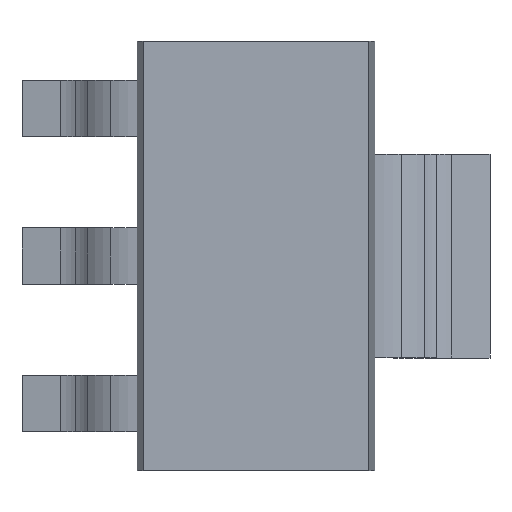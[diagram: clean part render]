
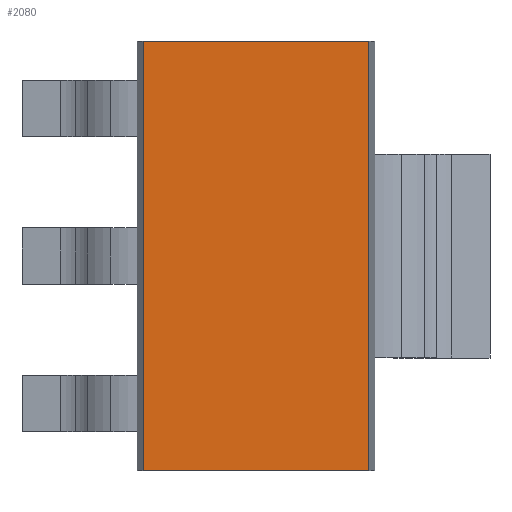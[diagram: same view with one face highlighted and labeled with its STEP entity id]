
A CAD part, top view. The second image highlights one B-rep face of the part: STEP entity #2080.
In plain terms, the highlighted planar face has unit normal (0, 0, 1).
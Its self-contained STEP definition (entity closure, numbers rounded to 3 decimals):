
#1937=CARTESIAN_POINT('',(1.758,3.35,1.754));
#1938=VERTEX_POINT('',#1937);
#1945=CARTESIAN_POINT('',(1.758,-3.35,1.754));
#1946=VERTEX_POINT('',#1945);
#1947=CARTESIAN_POINT('',(1.758,-3.35,1.754));
#1948=DIRECTION('',(0.0,1.0,0.0));
#1949=VECTOR('',#1948,6.7);
#1950=LINE('',#1947,#1949);
#1951=EDGE_CURVE('',#1946,#1938,#1950,.T.);
#1984=CARTESIAN_POINT('',(-1.76,-3.35,1.754));
#1985=VERTEX_POINT('',#1984);
#1986=CARTESIAN_POINT('',(-1.76,-3.35,1.754));
#1987=DIRECTION('',(1.0,0.0,0.0));
#1988=VECTOR('',#1987,3.518);
#1989=LINE('',#1986,#1988);
#1990=EDGE_CURVE('',#1985,#1946,#1989,.T.);
#2038=CARTESIAN_POINT('',(-1.76,3.35,1.754));
#2039=VERTEX_POINT('',#2038);
#2055=CARTESIAN_POINT('',(-1.76,3.35,1.754));
#2056=DIRECTION('',(0.0,-1.0,0.0));
#2057=VECTOR('',#2056,6.7);
#2058=LINE('',#2055,#2057);
#2059=EDGE_CURVE('',#1985,#2039,#2058,.F.);
#2064=CARTESIAN_POINT('',(1.751,-3.35,1.754));
#2065=DIRECTION('',(0.0,0.0,1.0));
#2066=DIRECTION('',(1.0,0.0,0.0));
#2067=AXIS2_PLACEMENT_3D('',#2064,#2065,#2066);
#2068=PLANE('',#2067);
#2069=CARTESIAN_POINT('',(1.758,3.35,1.754));
#2070=DIRECTION('',(-1.0,0.0,0.0));
#2071=VECTOR('',#2070,3.518);
#2072=LINE('',#2069,#2071);
#2073=EDGE_CURVE('',#1938,#2039,#2072,.T.);
#2074=ORIENTED_EDGE('',*,*,#2073,.T.);
#2075=ORIENTED_EDGE('',*,*,#2059,.F.);
#2076=ORIENTED_EDGE('',*,*,#1990,.T.);
#2077=ORIENTED_EDGE('',*,*,#1951,.T.);
#2078=EDGE_LOOP('',(#2074,#2075,#2076,#2077));
#2079=FACE_OUTER_BOUND('',#2078,.T.);
#2080=ADVANCED_FACE('',(#2079),#2068,.T.);
